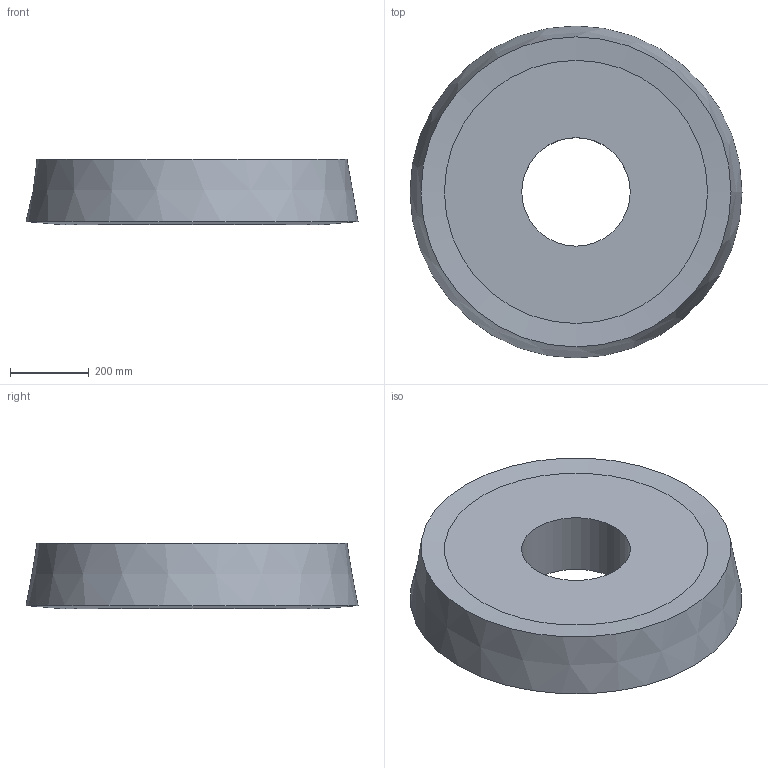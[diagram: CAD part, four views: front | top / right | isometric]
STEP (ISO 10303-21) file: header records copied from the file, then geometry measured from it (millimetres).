
FILE_DESCRIPTION(('FreeCAD Model'),'2;1');
FILE_NAME( 'output/76708aa7-2c8b-4ab3-8634-94356bc45b58/stp/lower_divertor.stp', '2020-01-31T19:49:35',('FreeCAD'),('FreeCAD'), 'Open CASCADE STEP processor 7.3','FreeCAD','Unknown');
FILE_SCHEMA(('AUTOMOTIVE_DESIGN { 1 0 10303 214 1 1 1 1 }'));
Length unit declared in the file: millimetre
Products named in the file (1): Open CASCADE STEP translator 7.3 5
Bounding box: 842.03 x 842.03 x 165.2 mm (x, y, z)
Volume: 74000614.5 mm3; surface area: 1473970.4 mm2
Topology: 1 solids, 1 shells, 6 faces, 10 edges, 6 vertices
Faces by surface type: revolution 2, plane 2, cylinder 1, cone 1
Full cylindrical faces by diameter (mm): 275.2 x1
Entity records: 682 total; most frequent: CARTESIAN_POINT 441, DIRECTION 46, ORIENTED_EDGE 20, PCURVE 20, DEFINITIONAL_REPRESENTATION 20, LINE 18, VECTOR 18, AXIS2_PLACEMENT_3D 11
